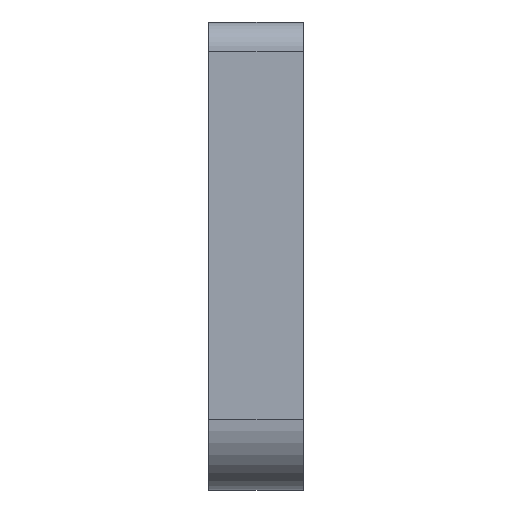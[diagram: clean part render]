
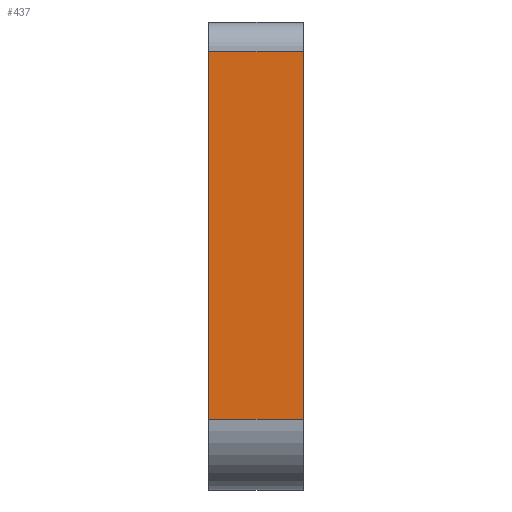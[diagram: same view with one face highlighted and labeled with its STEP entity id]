
A CAD part, left-side view. The second image highlights one B-rep face of the part: STEP entity #437.
In plain terms, the highlighted planar face has unit normal (-1, 0, 0).
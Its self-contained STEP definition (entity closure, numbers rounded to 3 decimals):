
#33=PLANE('',#485);
#55=FACE_OUTER_BOUND('',#79,.T.);
#79=EDGE_LOOP('',(#387,#388,#389,#390));
#90=LINE('',#631,#138);
#105=LINE('',#670,#153);
#110=LINE('',#684,#158);
#130=LINE('',#726,#178);
#138=VECTOR('',#510,10.);
#153=VECTOR('',#541,10.);
#158=VECTOR('',#556,10.);
#178=VECTOR('',#602,10.);
#200=VERTEX_POINT('',#628);
#201=VERTEX_POINT('',#630);
#217=VERTEX_POINT('',#668);
#221=VERTEX_POINT('',#682);
#242=EDGE_CURVE('',#201,#200,#90,.T.);
#262=EDGE_CURVE('',#217,#200,#105,.T.);
#269=EDGE_CURVE('',#201,#221,#110,.T.);
#290=EDGE_CURVE('',#221,#217,#130,.T.);
#387=ORIENTED_EDGE('',*,*,#262,.F.);
#388=ORIENTED_EDGE('',*,*,#290,.F.);
#389=ORIENTED_EDGE('',*,*,#269,.F.);
#390=ORIENTED_EDGE('',*,*,#242,.T.);
#437=ADVANCED_FACE('',(#55),#33,.T.);
#485=AXIS2_PLACEMENT_3D('',#725,#600,#601);
#510=DIRECTION('',(0.,0.,1.));
#541=DIRECTION('',(0.,-1.,0.));
#556=DIRECTION('',(0.,1.,0.));
#600=DIRECTION('center_axis',(-1.,0.,0.));
#601=DIRECTION('ref_axis',(0.,0.,1.));
#602=DIRECTION('',(0.,0.,1.));
#628=CARTESIAN_POINT('',(-80.,0.,17.145));
#630=CARTESIAN_POINT('',(-80.,0.,-14.));
#631=CARTESIAN_POINT('',(-80.,0.,-20.));
#668=CARTESIAN_POINT('',(-80.,8.,17.145));
#670=CARTESIAN_POINT('',(-80.,0.,17.145));
#682=CARTESIAN_POINT('',(-80.,8.,-14.));
#684=CARTESIAN_POINT('',(-80.,0.,-14.));
#725=CARTESIAN_POINT('Origin',(-80.,0.,-20.));
#726=CARTESIAN_POINT('',(-80.,8.,-20.));
